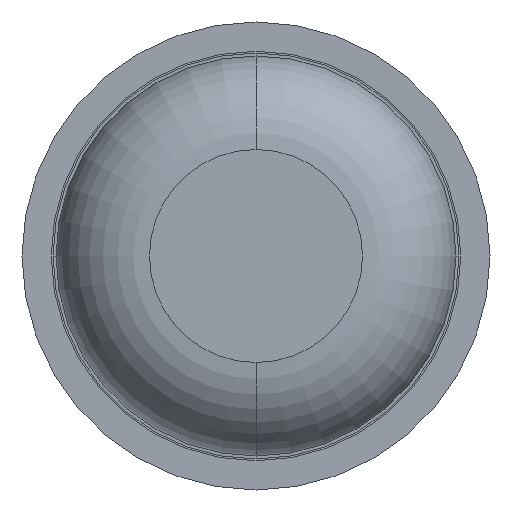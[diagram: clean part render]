
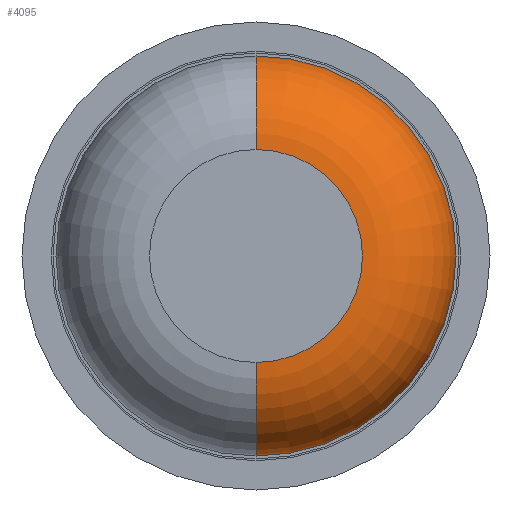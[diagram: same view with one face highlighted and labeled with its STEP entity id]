
A CAD part, front view. The second image highlights one B-rep face of the part: STEP entity #4095.
In plain terms, the highlighted toroidal (fillet/blend) face has major radius 0.91 mm and minor radius 0.8 mm.
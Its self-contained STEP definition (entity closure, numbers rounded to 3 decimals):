
#285 = CIRCLE ( 'NONE', #4692, 1.71 ) ;
#359 = DIRECTION ( 'NONE',  ( -1., 0., 0. ) ) ;
#511 = VERTEX_POINT ( 'NONE', #654 ) ;
#540 = AXIS2_PLACEMENT_3D ( 'NONE', #2938, #359, #3314 ) ;
#638 = DIRECTION ( 'NONE',  ( 0., 0., 1. ) ) ;
#641 = EDGE_CURVE ( 'Defeature ausgef�hrt1_0+Defeature ausgef�hrt1_10+Defeature ausgef�hrt1_10+Defeature ausgef�hrt1_10', #1687, #511, #1877, .T. ) ;
#654 = CARTESIAN_POINT ( 'NONE',  ( 0., -30., 0.91 ) ) ;
#681 = AXIS2_PLACEMENT_3D ( 'NONE', #3630, #718, #699 ) ;
#699 = DIRECTION ( 'NONE',  ( 0., 0., 1. ) ) ;
#718 = DIRECTION ( 'NONE',  ( 0., -1., 0. ) ) ;
#989 = CARTESIAN_POINT ( 'NONE',  ( 0., -29.2, 0. ) ) ;
#1045 = CIRCLE ( 'NONE', #3413, 0.8 ) ;
#1124 = AXIS2_PLACEMENT_3D ( 'NONE', #4273, #2836, #3883 ) ;
#1220 = VERTEX_POINT ( 'NONE', #4128 ) ;
#1273 = ORIENTED_EDGE ( 'NONE', *, *, #641, .F. ) ;
#1687 = VERTEX_POINT ( 'NONE', #4411 ) ;
#1705 = EDGE_CURVE ( 'NONE', #511, #3968, #2739, .T. ) ;
#1877 = CIRCLE ( 'NONE', #681, 0.91 ) ;
#2138 = ORIENTED_EDGE ( 'NONE', *, *, #3912, .F. ) ;
#2229 = ORIENTED_EDGE ( 'NONE', *, *, #3737, .T. ) ;
#2311 = ORIENTED_EDGE ( 'NONE', *, *, #1705, .F. ) ;
#2421 = EDGE_LOOP ( 'NONE', ( #1273, #2229, #2138, #2311 ) ) ;
#2436 = DIRECTION ( 'NONE',  ( 1., 0., 0. ) ) ;
#2739 = CIRCLE ( 'NONE', #540, 0.8 ) ;
#2810 = FACE_OUTER_BOUND ( 'NONE', #2421, .T. ) ;
#2836 = DIRECTION ( 'NONE',  ( 0., 1., 0. ) ) ;
#2877 = CARTESIAN_POINT ( 'NONE',  ( 0., -29.2, 1.71 ) ) ;
#2938 = CARTESIAN_POINT ( 'NONE',  ( 0., -29.2, 0.91 ) ) ;
#3314 = DIRECTION ( 'NONE',  ( 0., 0., 1. ) ) ;
#3413 = AXIS2_PLACEMENT_3D ( 'NONE', #3863, #2436, #3507 ) ;
#3446 = TOROIDAL_SURFACE ( 'NONE', #1124, 0.91, 0.8 ) ;
#3507 = DIRECTION ( 'NONE',  ( 0., 0., -1. ) ) ;
#3557 = DIRECTION ( 'NONE',  ( 0., 1., 0. ) ) ;
#3630 = CARTESIAN_POINT ( 'NONE',  ( 0., -30., 0. ) ) ;
#3737 = EDGE_CURVE ( 'NONE', #1687, #1220, #1045, .T. ) ;
#3863 = CARTESIAN_POINT ( 'NONE',  ( 0., -29.2, -0.91 ) ) ;
#3883 = DIRECTION ( 'NONE',  ( 0., 0., 1. ) ) ;
#3912 = EDGE_CURVE ( 'Defeature ausgef�hrt1_2+Defeature ausgef�hrt1_10+Defeature ausgef�hrt1_10+Defeature ausgef�hrt1_10', #3968, #1220, #285, .T. ) ;
#3968 = VERTEX_POINT ( 'NONE', #2877 ) ;
#4095 = ADVANCED_FACE ( 'Defeature ausgef�hrt1_10', ( #2810 ), #3446, .T. ) ;
#4128 = CARTESIAN_POINT ( 'NONE',  ( 0., -29.2, -1.71 ) ) ;
#4273 = CARTESIAN_POINT ( 'NONE',  ( 0., -29.2, 0. ) ) ;
#4411 = CARTESIAN_POINT ( 'NONE',  ( 0., -30., -0.91 ) ) ;
#4692 = AXIS2_PLACEMENT_3D ( 'NONE', #989, #3557, #638 ) ;
